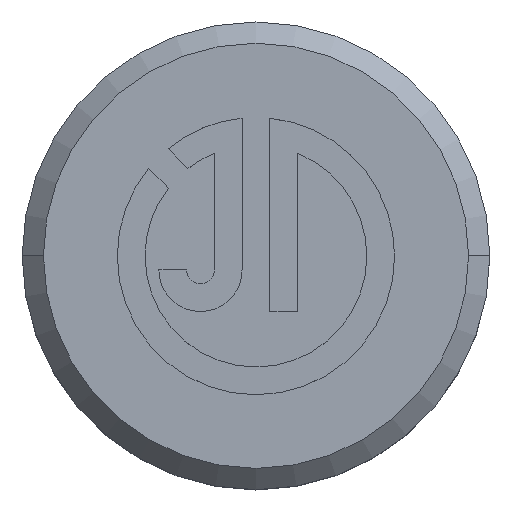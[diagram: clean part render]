
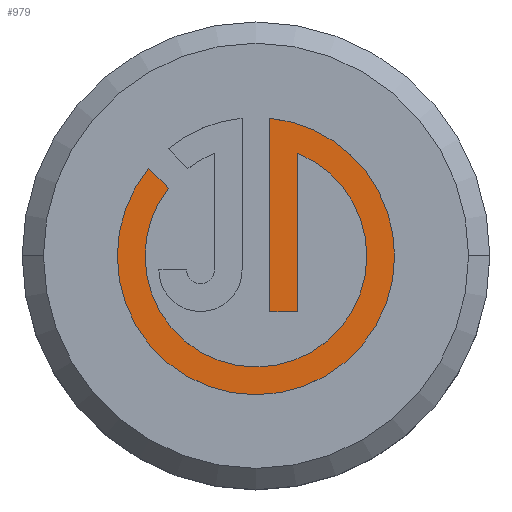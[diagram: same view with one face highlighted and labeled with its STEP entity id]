
A CAD part, top view. The second image highlights one B-rep face of the part: STEP entity #979.
In plain terms, the highlighted planar face has unit normal (0, 0, 1).
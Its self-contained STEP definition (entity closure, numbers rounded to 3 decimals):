
#11 = ORIENTED_EDGE ( 'NONE', *, *, #757, .T. ) ;
#36 = DIRECTION ( 'NONE',  ( -1., 0., 0. ) ) ;
#61 = LINE ( 'NONE', #1477, #962 ) ;
#89 = DIRECTION ( 'NONE',  ( 1., 0., 0. ) ) ;
#93 = CARTESIAN_POINT ( 'NONE',  ( 0., -1.31, 59.9 ) ) ;
#99 = AXIS2_PLACEMENT_3D ( 'NONE', #321, #551, #1345 ) ;
#104 = DIRECTION ( 'NONE',  ( -1., 0., 0. ) ) ;
#128 = VERTEX_POINT ( 'NONE', #1139 ) ;
#141 = CIRCLE ( 'NONE', #368, 3.261 ) ;
#172 = VERTEX_POINT ( 'NONE', #1141 ) ;
#174 = DIRECTION ( 'NONE',  ( 0., 0., -1. ) ) ;
#181 = CARTESIAN_POINT ( 'NONE',  ( -0.001, -0.006, 59.9 ) ) ;
#185 = EDGE_CURVE ( 'NONE', #689, #297, #141, .T. ) ;
#220 = DIRECTION ( 'NONE',  ( 0., -1., 0. ) ) ;
#229 = EDGE_CURVE ( 'NONE', #257, #410, #61, .T. ) ;
#248 = EDGE_CURVE ( 'NONE', #410, #587, #624, .T. ) ;
#256 = EDGE_CURVE ( 'NONE', #587, #1413, #923, .T. ) ;
#257 = VERTEX_POINT ( 'NONE', #1358 ) ;
#270 = AXIS2_PLACEMENT_3D ( 'NONE', #1474, #793, #89 ) ;
#278 = EDGE_CURVE ( 'NONE', #955, #434, #854, .T. ) ;
#288 = ORIENTED_EDGE ( 'NONE', *, *, #1443, .T. ) ;
#289 = EDGE_CURVE ( 'NONE', #434, #689, #1427, .T. ) ;
#290 = ORIENTED_EDGE ( 'NONE', *, *, #278, .T. ) ;
#297 = VERTEX_POINT ( 'NONE', #585 ) ;
#319 = VECTOR ( 'NONE', #1352, 1000. ) ;
#321 = CARTESIAN_POINT ( 'NONE',  ( 0., 0., 59.9 ) ) ;
#368 = AXIS2_PLACEMENT_3D ( 'NONE', #777, #672, #666 ) ;
#410 = VERTEX_POINT ( 'NONE', #1440 ) ;
#423 = DIRECTION ( 'NONE',  ( -0.707, 0.707, 0. ) ) ;
#425 = CARTESIAN_POINT ( 'NONE',  ( -2.61, -0.006, 59.9 ) ) ;
#434 = VERTEX_POINT ( 'NONE', #870 ) ;
#435 = PLANE ( 'NONE',  #99 ) ;
#455 = CARTESIAN_POINT ( 'NONE',  ( -0.001, -0.006, 59.9 ) ) ;
#489 = ORIENTED_EDGE ( 'NONE', *, *, #256, .T. ) ;
#518 = VECTOR ( 'NONE', #423, 1000. ) ;
#533 = CIRCLE ( 'NONE', #270, 3.261 ) ;
#551 = DIRECTION ( 'NONE',  ( 0., 0., 1. ) ) ;
#568 = FACE_OUTER_BOUND ( 'NONE', #599, .T. ) ;
#572 = DIRECTION ( 'NONE',  ( -1., 0., 0. ) ) ;
#585 = CARTESIAN_POINT ( 'NONE',  ( -3.262, -0.006, 59.9 ) ) ;
#587 = VERTEX_POINT ( 'NONE', #1462 ) ;
#599 = EDGE_LOOP ( 'NONE', ( #288, #1441, #290, #1340, #1390, #1381, #11, #1336, #1223, #489 ) ) ;
#624 = LINE ( 'NONE', #93, #319 ) ;
#626 = DIRECTION ( 'NONE',  ( 0., 0., 1. ) ) ;
#666 = DIRECTION ( 'NONE',  ( 1., 0., 0. ) ) ;
#670 = AXIS2_PLACEMENT_3D ( 'NONE', #181, #174, #36 ) ;
#672 = DIRECTION ( 'NONE',  ( 0., 0., 1. ) ) ;
#689 = VERTEX_POINT ( 'NONE', #1022 ) ;
#757 = EDGE_CURVE ( 'NONE', #128, #257, #1178, .T. ) ;
#777 = CARTESIAN_POINT ( 'NONE',  ( -0.001, -0.006, 59.9 ) ) ;
#793 = DIRECTION ( 'NONE',  ( 0., 0., 1. ) ) ;
#809 = DIRECTION ( 'NONE',  ( 0., 0., -1. ) ) ;
#854 = CIRCLE ( 'NONE', #670, 2.608 ) ;
#870 = CARTESIAN_POINT ( 'NONE',  ( -2.062, 1.593, 59.9 ) ) ;
#923 = LINE ( 'NONE', #1248, #1196 ) ;
#934 = CARTESIAN_POINT ( 'NONE',  ( -2.062, 1.593, 59.9 ) ) ;
#955 = VERTEX_POINT ( 'NONE', #425 ) ;
#958 = AXIS2_PLACEMENT_3D ( 'NONE', #1490, #809, #104 ) ;
#962 = VECTOR ( 'NONE', #220, 1000. ) ;
#979 = ADVANCED_FACE ( 'NONE', ( #568 ), #435, .T. ) ;
#1022 = CARTESIAN_POINT ( 'NONE',  ( -2.526, 2.057, 59.9 ) ) ;
#1030 = CIRCLE ( 'NONE', #958, 2.608 ) ;
#1067 = EDGE_CURVE ( 'NONE', #297, #128, #533, .T. ) ;
#1131 = DIRECTION ( 'NONE',  ( 0., 1., 0. ) ) ;
#1139 = CARTESIAN_POINT ( 'NONE',  ( 3.259, -0.006, 59.9 ) ) ;
#1140 = EDGE_CURVE ( 'NONE', #172, #955, #1030, .T. ) ;
#1141 = CARTESIAN_POINT ( 'NONE',  ( 2.607, -0.006, 59.9 ) ) ;
#1178 = CIRCLE ( 'NONE', #1321, 3.261 ) ;
#1182 = CARTESIAN_POINT ( 'NONE',  ( 0.977, 2.412, 59.9 ) ) ;
#1196 = VECTOR ( 'NONE', #1131, 1000. ) ;
#1223 = ORIENTED_EDGE ( 'NONE', *, *, #248, .T. ) ;
#1248 = CARTESIAN_POINT ( 'NONE',  ( 0.977, 0., 59.9 ) ) ;
#1255 = DIRECTION ( 'NONE',  ( 0., 0., -1. ) ) ;
#1306 = CARTESIAN_POINT ( 'NONE',  ( -0.001, -0.006, 59.9 ) ) ;
#1311 = AXIS2_PLACEMENT_3D ( 'NONE', #455, #1255, #572 ) ;
#1321 = AXIS2_PLACEMENT_3D ( 'NONE', #1306, #626, #1425 ) ;
#1336 = ORIENTED_EDGE ( 'NONE', *, *, #229, .T. ) ;
#1340 = ORIENTED_EDGE ( 'NONE', *, *, #289, .T. ) ;
#1345 = DIRECTION ( 'NONE',  ( 1., 0., 0. ) ) ;
#1352 = DIRECTION ( 'NONE',  ( 1., 0., 0. ) ) ;
#1358 = CARTESIAN_POINT ( 'NONE',  ( 0.325, 3.238, 59.9 ) ) ;
#1381 = ORIENTED_EDGE ( 'NONE', *, *, #1067, .T. ) ;
#1390 = ORIENTED_EDGE ( 'NONE', *, *, #185, .T. ) ;
#1413 = VERTEX_POINT ( 'NONE', #1182 ) ;
#1425 = DIRECTION ( 'NONE',  ( 1., 0., 0. ) ) ;
#1427 = LINE ( 'NONE', #934, #518 ) ;
#1440 = CARTESIAN_POINT ( 'NONE',  ( 0.325, -1.31, 59.9 ) ) ;
#1441 = ORIENTED_EDGE ( 'NONE', *, *, #1140, .T. ) ;
#1443 = EDGE_CURVE ( 'NONE', #1413, #172, #1501, .T. ) ;
#1462 = CARTESIAN_POINT ( 'NONE',  ( 0.977, -1.31, 59.9 ) ) ;
#1474 = CARTESIAN_POINT ( 'NONE',  ( -0.001, -0.006, 59.9 ) ) ;
#1477 = CARTESIAN_POINT ( 'NONE',  ( 0.325, 0., 59.9 ) ) ;
#1490 = CARTESIAN_POINT ( 'NONE',  ( -0.001, -0.006, 59.9 ) ) ;
#1501 = CIRCLE ( 'NONE', #1311, 2.608 ) ;
